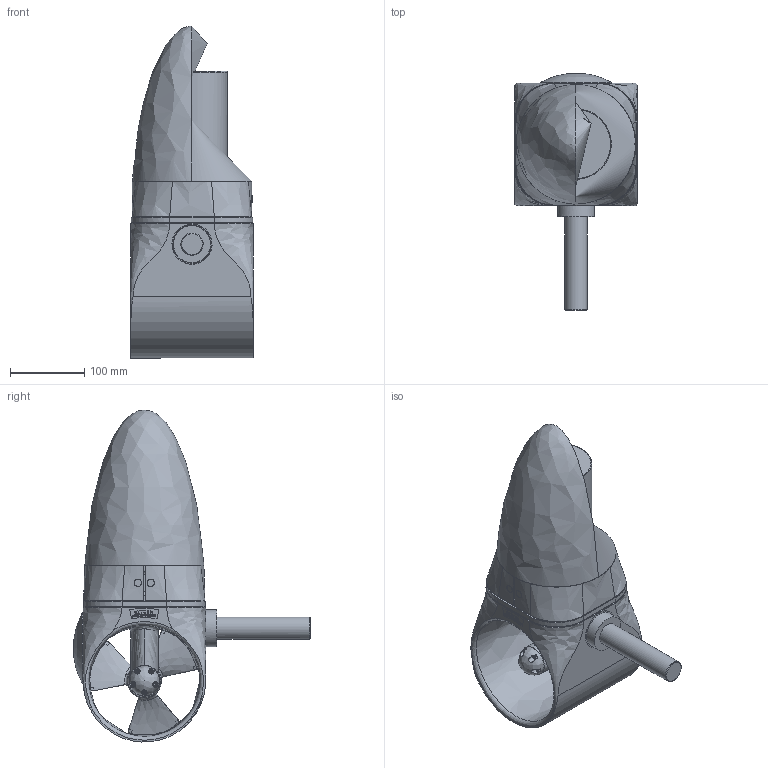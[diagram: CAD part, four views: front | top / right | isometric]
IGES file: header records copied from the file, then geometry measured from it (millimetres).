
Global section: file name: EX Compact; native system: Autodesk Inventor 2016; preprocessor: unknown; author: Elvira H.; date: 20160219.091726; units: millimetre
Bounding box: 165 x 319.04 x 447.39 mm (x, y, z)
Volume: 4292707.9 mm3; surface area: 590228.3 mm2
Topology: 9 solids, 9 shells, 1071 faces, 3105 edges, 2090 vertices
Faces by surface type: bspline 1071
